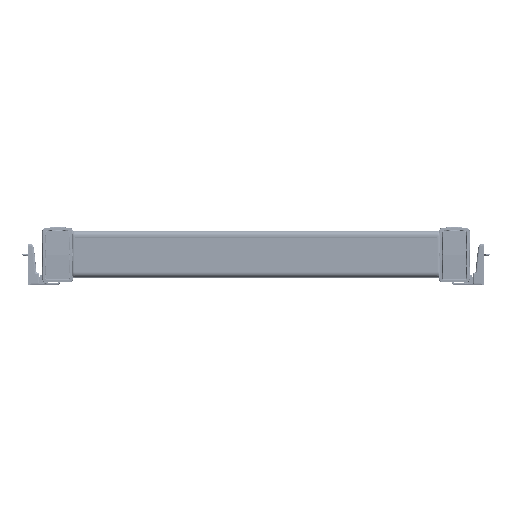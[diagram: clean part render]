
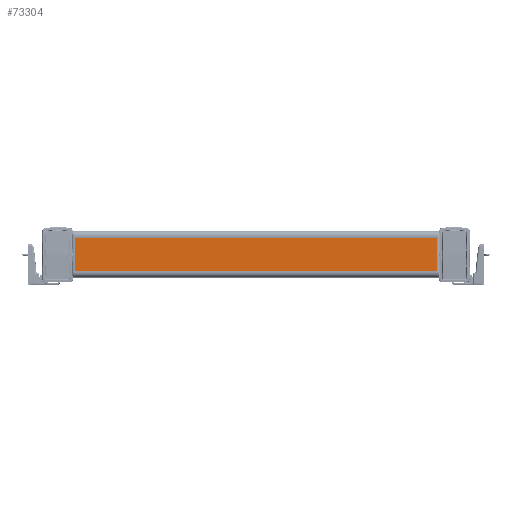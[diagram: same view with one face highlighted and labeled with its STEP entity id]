
A CAD part, top view. The second image highlights one B-rep face of the part: STEP entity #73304.
In plain terms, the highlighted face is planar.
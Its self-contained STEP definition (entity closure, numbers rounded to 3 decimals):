
#2564 = EDGE_CURVE ( 'NONE', #45442, #11199, #76046, .T. ) ;
#5289 = VERTEX_POINT ( 'NONE', #55055 ) ;
#6796 = DIRECTION ( 'NONE',  ( 1., 0., 0. ) ) ;
#7710 = CARTESIAN_POINT ( 'NONE',  ( 1741.002, 740.422, 601.1 ) ) ;
#8180 = VECTOR ( 'NONE', #93149, 1000. ) ;
#8552 = VECTOR ( 'NONE', #6796, 1000. ) ;
#10872 = CARTESIAN_POINT ( 'NONE',  ( 1741.002, 740.422, 495. ) ) ;
#11199 = VERTEX_POINT ( 'NONE', #93781 ) ;
#11313 = EDGE_CURVE ( 'NONE', #45442, #5289, #63634, .T. ) ;
#15270 = DIRECTION ( 'NONE',  ( 0., 1., 0. ) ) ;
#20919 = VECTOR ( 'NONE', #79767, 1000. ) ;
#26961 = LINE ( 'NONE', #92615, #8180 ) ;
#27564 = CARTESIAN_POINT ( 'NONE',  ( 1781.532, 740.422, 50. ) ) ;
#41312 = ORIENTED_EDGE ( 'NONE', *, *, #11313, .T. ) ;
#45442 = VERTEX_POINT ( 'NONE', #60498 ) ;
#46962 = CARTESIAN_POINT ( 'NONE',  ( 1741.002, 740.422, 601.1 ) ) ;
#47941 = VECTOR ( 'NONE', #76572, 1000. ) ;
#55055 = CARTESIAN_POINT ( 'NONE',  ( 1741.002, 740.422, 50. ) ) ;
#55811 = LINE ( 'NONE', #62287, #8552 ) ;
#60498 = CARTESIAN_POINT ( 'NONE',  ( 1741.002, 740.422, 495. ) ) ;
#62287 = CARTESIAN_POINT ( 'NONE',  ( 1741.002, 740.422, 50. ) ) ;
#63634 = LINE ( 'NONE', #46962, #20919 ) ;
#66371 = FACE_OUTER_BOUND ( 'NONE', #102974, .T. ) ;
#73304 = ADVANCED_FACE ( 'NONE', ( #66371 ), #81461, .F. ) ;
#76046 = LINE ( 'NONE', #10872, #47941 ) ;
#76572 = DIRECTION ( 'NONE',  ( 1., 0., 0. ) ) ;
#79219 = VERTEX_POINT ( 'NONE', #27564 ) ;
#79767 = DIRECTION ( 'NONE',  ( 0., 0., -1. ) ) ;
#81461 = PLANE ( 'NONE',  #103802 ) ;
#90055 = DIRECTION ( 'NONE',  ( 0., 0., 1. ) ) ;
#92615 = CARTESIAN_POINT ( 'NONE',  ( 1781.532, 740.422, 601.1 ) ) ;
#93149 = DIRECTION ( 'NONE',  ( 0., 0., -1. ) ) ;
#93781 = CARTESIAN_POINT ( 'NONE',  ( 1781.532, 740.422, 495. ) ) ;
#94816 = ORIENTED_EDGE ( 'NONE', *, *, #2564, .F. ) ;
#97463 = ORIENTED_EDGE ( 'NONE', *, *, #100264, .F. ) ;
#98238 = ORIENTED_EDGE ( 'NONE', *, *, #105098, .T. ) ;
#100264 = EDGE_CURVE ( 'NONE', #11199, #79219, #26961, .T. ) ;
#102974 = EDGE_LOOP ( 'NONE', ( #97463, #94816, #41312, #98238 ) ) ;
#103802 = AXIS2_PLACEMENT_3D ( 'NONE', #7710, #15270, #90055 ) ;
#105098 = EDGE_CURVE ( 'NONE', #5289, #79219, #55811, .T. ) ;
